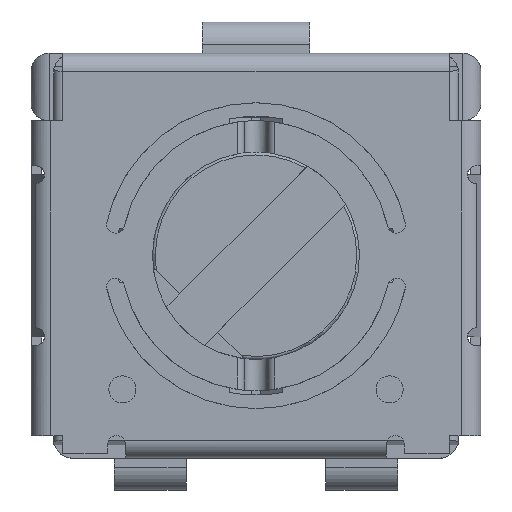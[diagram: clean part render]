
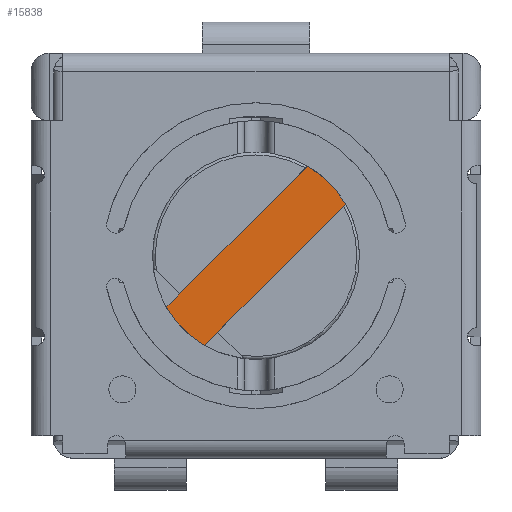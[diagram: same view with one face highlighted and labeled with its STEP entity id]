
A CAD part, top view. The second image highlights one B-rep face of the part: STEP entity #15838.
In plain terms, the highlighted planar face has unit normal (0, 0, 1).
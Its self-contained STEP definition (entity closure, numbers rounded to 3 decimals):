
#4995 = PLANE('',#4996);
#4996 = AXIS2_PLACEMENT_3D('',#4997,#4998,#4999);
#4997 = CARTESIAN_POINT('',(-0.601,-1.025,1.8));
#4998 = DIRECTION('',(0.707,-0.707,0.));
#4999 = DIRECTION('',(0.707,0.707,0.));
#5069 = PLANE('',#5070);
#5070 = AXIS2_PLACEMENT_3D('',#5071,#5072,#5073);
#5071 = CARTESIAN_POINT('',(0.601,1.025,1.8));
#5072 = DIRECTION('',(-0.707,0.707,0.));
#5073 = DIRECTION('',(-0.707,-0.707,0.));
#10520 = PLANE('',#10521);
#10521 = AXIS2_PLACEMENT_3D('',#10522,#10523,#10524);
#10522 = CARTESIAN_POINT('',(-1.025,-0.601,1.8));
#10523 = DIRECTION('',(-0.707,-0.707,0.));
#10524 = DIRECTION('',(0.707,-0.707,0.));
#10950 = PLANE('',#10951);
#10951 = AXIS2_PLACEMENT_3D('',#10952,#10953,#10954);
#10952 = CARTESIAN_POINT('',(1.025,0.601,1.8));
#10953 = DIRECTION('',(0.707,0.707,0.));
#10954 = DIRECTION('',(-0.707,0.707,0.));
#11862 = VERTEX_POINT('',#11863);
#11863 = CARTESIAN_POINT('',(0.601,1.025,1.8));
#11884 = EDGE_CURVE('',#11862,#11885,#11887,.T.);
#11885 = VERTEX_POINT('',#11886);
#11886 = CARTESIAN_POINT('',(-1.025,-0.601,1.8));
#11887 = SURFACE_CURVE('',#11888,(#11892,#11899),.PCURVE_S1.);
#11888 = LINE('',#11889,#11890);
#11889 = CARTESIAN_POINT('',(0.601,1.025,1.8));
#11890 = VECTOR('',#11891,1.);
#11891 = DIRECTION('',(-0.707,-0.707,0.));
#11892 = PCURVE('',#5069,#11893);
#11893 = DEFINITIONAL_REPRESENTATION('',(#11894),#11898);
#11894 = LINE('',#11895,#11896);
#11895 = CARTESIAN_POINT('',(0.,0.));
#11896 = VECTOR('',#11897,1.);
#11897 = DIRECTION('',(1.,0.));
#11898 = ( GEOMETRIC_REPRESENTATION_CONTEXT(2) 
PARAMETRIC_REPRESENTATION_CONTEXT() REPRESENTATION_CONTEXT('2D SPACE',''
  ) );
#11899 = PCURVE('',#11900,#11905);
#11900 = PLANE('',#11901);
#11901 = AXIS2_PLACEMENT_3D('',#11902,#11903,#11904);
#11902 = CARTESIAN_POINT('',(0.,0.,1.8));
#11903 = DIRECTION('',(0.,0.,1.));
#11904 = DIRECTION('',(1.,0.,0.));
#11905 = DEFINITIONAL_REPRESENTATION('',(#11906),#11910);
#11906 = LINE('',#11907,#11908);
#11907 = CARTESIAN_POINT('',(0.601,1.025));
#11908 = VECTOR('',#11909,1.);
#11909 = DIRECTION('',(-0.707,-0.707));
#11910 = ( GEOMETRIC_REPRESENTATION_CONTEXT(2) 
PARAMETRIC_REPRESENTATION_CONTEXT() REPRESENTATION_CONTEXT('2D SPACE',''
  ) );
#11984 = VERTEX_POINT('',#11985);
#11985 = CARTESIAN_POINT('',(-0.601,-1.025,1.8));
#12006 = EDGE_CURVE('',#11984,#12007,#12009,.T.);
#12007 = VERTEX_POINT('',#12008);
#12008 = CARTESIAN_POINT('',(1.025,0.601,1.8));
#12009 = SURFACE_CURVE('',#12010,(#12014,#12021),.PCURVE_S1.);
#12010 = LINE('',#12011,#12012);
#12011 = CARTESIAN_POINT('',(-0.601,-1.025,1.8));
#12012 = VECTOR('',#12013,1.);
#12013 = DIRECTION('',(0.707,0.707,0.));
#12014 = PCURVE('',#4995,#12015);
#12015 = DEFINITIONAL_REPRESENTATION('',(#12016),#12020);
#12016 = LINE('',#12017,#12018);
#12017 = CARTESIAN_POINT('',(0.,0.));
#12018 = VECTOR('',#12019,1.);
#12019 = DIRECTION('',(1.,0.));
#12020 = ( GEOMETRIC_REPRESENTATION_CONTEXT(2) 
PARAMETRIC_REPRESENTATION_CONTEXT() REPRESENTATION_CONTEXT('2D SPACE',''
  ) );
#12021 = PCURVE('',#11900,#12022);
#12022 = DEFINITIONAL_REPRESENTATION('',(#12023),#12027);
#12023 = LINE('',#12024,#12025);
#12024 = CARTESIAN_POINT('',(-0.601,-1.025));
#12025 = VECTOR('',#12026,1.);
#12026 = DIRECTION('',(0.707,0.707));
#12027 = ( GEOMETRIC_REPRESENTATION_CONTEXT(2) 
PARAMETRIC_REPRESENTATION_CONTEXT() REPRESENTATION_CONTEXT('2D SPACE',''
  ) );
#15401 = EDGE_CURVE('',#12007,#11862,#15402,.T.);
#15402 = SURFACE_CURVE('',#15403,(#15407,#15414),.PCURVE_S1.);
#15403 = LINE('',#15404,#15405);
#15404 = CARTESIAN_POINT('',(1.025,0.601,1.8));
#15405 = VECTOR('',#15406,1.);
#15406 = DIRECTION('',(-0.707,0.707,0.));
#15407 = PCURVE('',#10950,#15408);
#15408 = DEFINITIONAL_REPRESENTATION('',(#15409),#15413);
#15409 = LINE('',#15410,#15411);
#15410 = CARTESIAN_POINT('',(0.,0.));
#15411 = VECTOR('',#15412,1.);
#15412 = DIRECTION('',(1.,0.));
#15413 = ( GEOMETRIC_REPRESENTATION_CONTEXT(2) 
PARAMETRIC_REPRESENTATION_CONTEXT() REPRESENTATION_CONTEXT('2D SPACE',''
  ) );
#15414 = PCURVE('',#11900,#15415);
#15415 = DEFINITIONAL_REPRESENTATION('',(#15416),#15420);
#15416 = LINE('',#15417,#15418);
#15417 = CARTESIAN_POINT('',(1.025,0.601));
#15418 = VECTOR('',#15419,1.);
#15419 = DIRECTION('',(-0.707,0.707));
#15420 = ( GEOMETRIC_REPRESENTATION_CONTEXT(2) 
PARAMETRIC_REPRESENTATION_CONTEXT() REPRESENTATION_CONTEXT('2D SPACE',''
  ) );
#15500 = EDGE_CURVE('',#11885,#11984,#15501,.T.);
#15501 = SURFACE_CURVE('',#15502,(#15506,#15513),.PCURVE_S1.);
#15502 = LINE('',#15503,#15504);
#15503 = CARTESIAN_POINT('',(-1.025,-0.601,1.8));
#15504 = VECTOR('',#15505,1.);
#15505 = DIRECTION('',(0.707,-0.707,0.));
#15506 = PCURVE('',#10520,#15507);
#15507 = DEFINITIONAL_REPRESENTATION('',(#15508),#15512);
#15508 = LINE('',#15509,#15510);
#15509 = CARTESIAN_POINT('',(0.,0.));
#15510 = VECTOR('',#15511,1.);
#15511 = DIRECTION('',(1.,0.));
#15512 = ( GEOMETRIC_REPRESENTATION_CONTEXT(2) 
PARAMETRIC_REPRESENTATION_CONTEXT() REPRESENTATION_CONTEXT('2D SPACE',''
  ) );
#15513 = PCURVE('',#11900,#15514);
#15514 = DEFINITIONAL_REPRESENTATION('',(#15515),#15519);
#15515 = LINE('',#15516,#15517);
#15516 = CARTESIAN_POINT('',(-1.025,-0.601));
#15517 = VECTOR('',#15518,1.);
#15518 = DIRECTION('',(0.707,-0.707));
#15519 = ( GEOMETRIC_REPRESENTATION_CONTEXT(2) 
PARAMETRIC_REPRESENTATION_CONTEXT() REPRESENTATION_CONTEXT('2D SPACE',''
  ) );
#15838 = ADVANCED_FACE('',(#15839),#11900,.T.);
#15839 = FACE_BOUND('',#15840,.T.);
#15840 = EDGE_LOOP('',(#15841,#15842,#15843,#15844));
#15841 = ORIENTED_EDGE('',*,*,#11884,.T.);
#15842 = ORIENTED_EDGE('',*,*,#15500,.T.);
#15843 = ORIENTED_EDGE('',*,*,#12006,.T.);
#15844 = ORIENTED_EDGE('',*,*,#15401,.T.);
